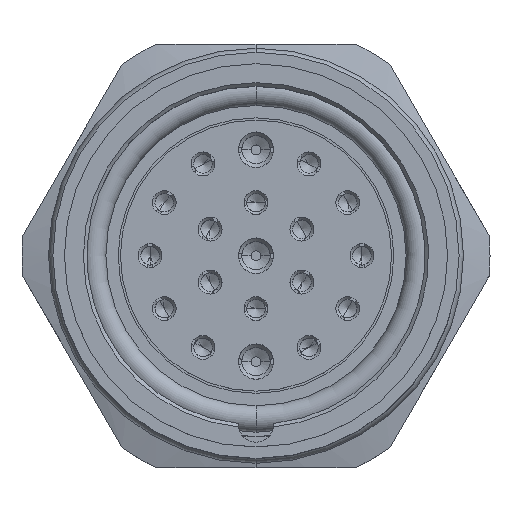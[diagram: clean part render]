
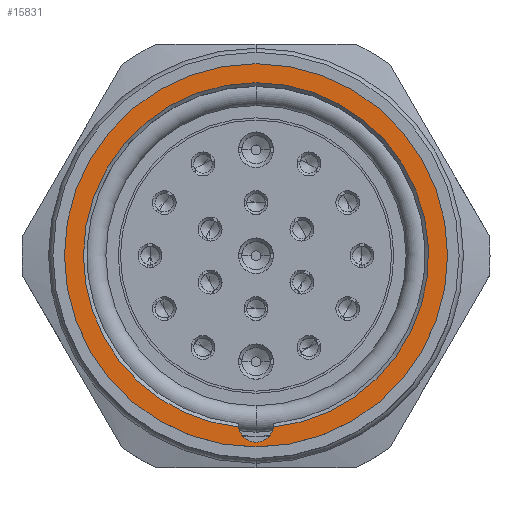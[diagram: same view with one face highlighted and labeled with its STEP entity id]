
A CAD part, top view. The second image highlights one B-rep face of the part: STEP entity #15831.
In plain terms, the highlighted planar face has unit normal (0, 0, 1).
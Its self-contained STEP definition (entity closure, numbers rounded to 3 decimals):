
#1528=CARTESIAN_POINT('',(-0.271,-11.801,
29.728));
#1574=CARTESIAN_POINT('',(-1.26,-2.076,
29.728));
#1575=DIRECTION('',(0.,0.,-1.));
#1576=DIRECTION('',(1.,0.,0.));
#1577=AXIS2_PLACEMENT_3D('',#1574,#1575,#1576);
#1579=CARTESIAN_POINT('',(-1.26,-2.076,
29.728));
#1580=DIRECTION('',(0.,0.,-1.));
#1581=DIRECTION('',(-1.,0.,0.));
#1582=AXIS2_PLACEMENT_3D('',#1579,#1580,#1581);
#1584=CARTESIAN_POINT('',(-1.26,-11.651,
29.728));
#1585=DIRECTION('',(0.,0.,1.));
#1586=DIRECTION('',(-0.989,-0.15,0.));
#1587=AXIS2_PLACEMENT_3D('',#1584,#1585,#1586);
#1589=CARTESIAN_POINT('',(-1.26,-2.076,
29.728));
#1590=DIRECTION('',(0.,0.,1.));
#1591=DIRECTION('',(0.101,-0.995,0.));
#1592=AXIS2_PLACEMENT_3D('',#1589,#1590,#1591);
#1594=CARTESIAN_POINT('',(-1.26,-2.076,
29.728));
#1595=DIRECTION('',(0.,0.,1.));
#1596=DIRECTION('',(0.,1.,0.));
#1597=AXIS2_PLACEMENT_3D('',#1594,#1595,#1596);
#1599=CARTESIAN_POINT('',(-1.26,-2.076,
29.728));
#1600=DIRECTION('',(0.,0.,1.));
#1601=DIRECTION('',(-1.,0.,0.));
#1602=AXIS2_PLACEMENT_3D('',#1599,#1600,#1601);
#11572=VERTEX_POINT('',#1528);
#11573=CARTESIAN_POINT('',(-2.248,-11.801,
29.728));
#11574=VERTEX_POINT('',#11573);
#11588=CARTESIAN_POINT('',(-11.035,-2.076,
29.728));
#11589=VERTEX_POINT('',#11588);
#11590=CARTESIAN_POINT('',(-1.26,7.699,
29.728));
#11591=VERTEX_POINT('',#11590);
#11592=CARTESIAN_POINT('',(9.59,-2.076,
29.728));
#11593=CARTESIAN_POINT('',(-12.11,-2.076,
29.728));
#11594=VERTEX_POINT('',#11592);
#11595=VERTEX_POINT('',#11593);
#15814=CARTESIAN_POINT('',(-1.26,-2.076,
29.728));
#15815=DIRECTION('',(0.,0.,-1.));
#15816=DIRECTION('',(1.,0.,0.));
#15817=AXIS2_PLACEMENT_3D('',#15814,#15815,#15816);
#15818=PLANE('',#15817);
#15820=ORIENTED_EDGE('',*,*,#15819,.T.);
#15822=ORIENTED_EDGE('',*,*,#15821,.T.);
#15823=EDGE_LOOP('',(#15820,#15822));
#15824=FACE_OUTER_BOUND('',#15823,.F.);
#15825=ORIENTED_EDGE('',*,*,#15714,.T.);
#15826=ORIENTED_EDGE('',*,*,#15795,.T.);
#15827=ORIENTED_EDGE('',*,*,#15793,.T.);
#15828=ORIENTED_EDGE('',*,*,#15791,.T.);
#15829=EDGE_LOOP('',(#15825,#15826,#15827,#15828));
#15830=FACE_BOUND('',#15829,.F.);
#15831=ADVANCED_FACE('',(#15824,#15830),#15818,.F.);
#1578=CIRCLE('',#1577,10.85);
#1583=CIRCLE('',#1582,10.85);
#1588=CIRCLE('',#1587,1.);
#1593=CIRCLE('',#1592,9.775);
#1598=CIRCLE('',#1597,9.775);
#1603=CIRCLE('',#1602,9.775);
#15714=EDGE_CURVE('',#11574,#11572,#1588,.T.);
#15791=EDGE_CURVE('',#11589,#11574,#1603,.T.);
#15793=EDGE_CURVE('',#11591,#11589,#1598,.T.);
#15795=EDGE_CURVE('',#11572,#11591,#1593,.T.);
#15819=EDGE_CURVE('',#11594,#11595,#1578,.T.);
#15821=EDGE_CURVE('',#11595,#11594,#1583,.T.);
